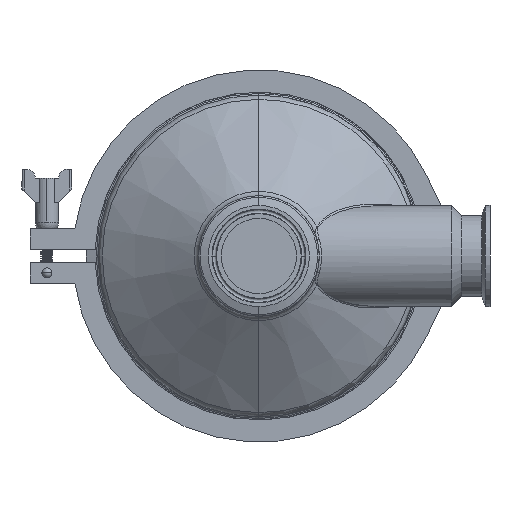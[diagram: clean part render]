
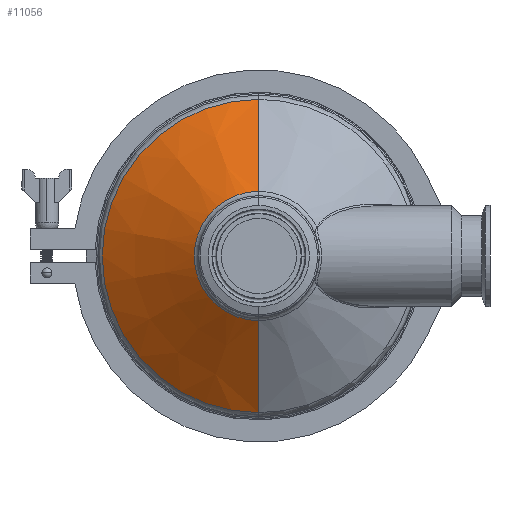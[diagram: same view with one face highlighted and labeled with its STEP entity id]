
A CAD part, front view. The second image highlights one B-rep face of the part: STEP entity #11056.
In plain terms, the highlighted conical face has half-angle 55 degrees and reference radius 40.808 mm.
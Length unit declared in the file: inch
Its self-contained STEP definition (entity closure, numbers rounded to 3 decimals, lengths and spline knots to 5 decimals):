
#673 = DIRECTION ( 'NONE',  ( 0., 0., 1. ) ) ;
#1454 = CARTESIAN_POINT ( 'NONE',  ( 0., 0.56423, 3.89339 ) ) ;
#1558 = ORIENTED_EDGE ( 'NONE', *, *, #19066, .F. ) ;
#1561 = FACE_OUTER_BOUND ( 'NONE', #10277, .T. ) ;
#2176 = CARTESIAN_POINT ( 'NONE',  ( 0., -1.037, -1.60661 ) ) ;
#2789 = CARTESIAN_POINT ( 'NONE',  ( 0., 0.56423, -3.89339 ) ) ;
#3150 = EDGE_CURVE ( 'NONE', #15675, #18117, #13181, .T. ) ;
#3165 = ORIENTED_EDGE ( 'NONE', *, *, #3150, .F. ) ;
#3914 = AXIS2_PLACEMENT_3D ( 'NONE', #9735, #15812, #14426 ) ;
#4344 = VECTOR ( 'NONE', #6982, 39.37008 ) ;
#5002 = CARTESIAN_POINT ( 'NONE',  ( 0., -1.037, 0. ) ) ;
#5066 = DIRECTION ( 'NONE',  ( 0., 1., 0. ) ) ;
#5351 = CIRCLE ( 'NONE', #10717, 3.89339 ) ;
#5828 = CONICAL_SURFACE ( 'NONE', #12443, 1.60661, 0.96 ) ;
#6465 = ORIENTED_EDGE ( 'NONE', *, *, #16602, .T. ) ;
#6875 = CARTESIAN_POINT ( 'NONE',  ( 0., 0.56423, 0. ) ) ;
#6982 = DIRECTION ( 'NONE',  ( 0., 0.574, -0.819 ) ) ;
#7540 = DIRECTION ( 'NONE',  ( 0., 0.574, 0.819 ) ) ;
#7734 = LINE ( 'NONE', #10825, #15391 ) ;
#9735 = CARTESIAN_POINT ( 'NONE',  ( 0., -1.037, 0. ) ) ;
#10137 = ORIENTED_EDGE ( 'NONE', *, *, #16389, .T. ) ;
#10277 = EDGE_LOOP ( 'NONE', ( #3165, #6465, #10137, #1558 ) ) ;
#10717 = AXIS2_PLACEMENT_3D ( 'NONE', #6875, #12826, #12891 ) ;
#10825 = CARTESIAN_POINT ( 'NONE',  ( 0., -1.037, 1.60661 ) ) ;
#10872 = VERTEX_POINT ( 'NONE', #11952 ) ;
#11056 = ADVANCED_FACE ( 'Defeatured_0_155', ( #1561 ), #5828, .T. ) ;
#11952 = CARTESIAN_POINT ( 'NONE',  ( 0., -1.037, 1.60661 ) ) ;
#12443 = AXIS2_PLACEMENT_3D ( 'NONE', #5002, #5066, #673 ) ;
#12826 = DIRECTION ( 'NONE',  ( 0., 1., 0. ) ) ;
#12891 = DIRECTION ( 'NONE',  ( 0., 0., 1. ) ) ;
#13181 = LINE ( 'NONE', #19265, #4344 ) ;
#14426 = DIRECTION ( 'NONE',  ( 0., 0., 1. ) ) ;
#15391 = VECTOR ( 'NONE', #7540, 39.37008 ) ;
#15675 = VERTEX_POINT ( 'NONE', #2176 ) ;
#15812 = DIRECTION ( 'NONE',  ( 0., 1., 0. ) ) ;
#16389 = EDGE_CURVE ( 'NONE', #10872, #18168, #7734, .T. ) ;
#16602 = EDGE_CURVE ( 'Defeatured_0_155+Defeatured_0_154+Defeatured_0_143+Defeatured_0_146', #15675, #10872, #17787, .T. ) ;
#17787 = CIRCLE ( 'NONE', #3914, 1.60661 ) ;
#18117 = VERTEX_POINT ( 'NONE', #2789 ) ;
#18168 = VERTEX_POINT ( 'NONE', #1454 ) ;
#19066 = EDGE_CURVE ( 'Defeatured_0_156+Defeatured_0_155+Defeatured_0_141+Defeatured_0_144', #18117, #18168, #5351, .T. ) ;
#19265 = CARTESIAN_POINT ( 'NONE',  ( 0., -1.037, -1.60661 ) ) ;
